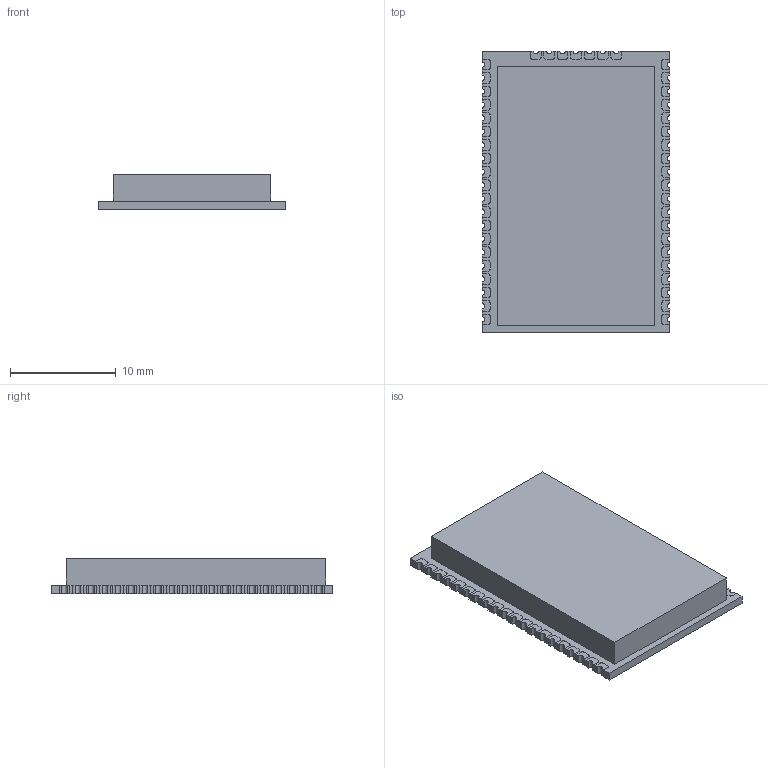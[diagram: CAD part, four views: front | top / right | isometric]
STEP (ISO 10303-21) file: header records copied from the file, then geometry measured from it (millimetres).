
FILE_DESCRIPTION(/* description */ (''),/* implementation_level */ '2;1');
FILE_NAME(/* name */ 'Microchip RN2483 v16.step',/* time_stamp */ '2018-10-05T13:58:40+02:00',/* author */ ('specialized864'),/* organization */ (''),/* preprocessor_version */ 'ST-DEVELOPER v17.2',/* originating_system */ 'Autodesk Translation Framework v7.6.0.251',/* authorisation */ '');
FILE_SCHEMA (('AUTOMOTIVE_DESIGN { 1 0 10303 214 3 1 1 }'));
Length unit declared in the file: millimetre
Products named in the file (3): Microchip RN2483; PCB; Top metal 
Assembly tree (2 placements, depth 2):
  Microchip RN2483
    PCB
    Top metal 
Bounding box: 17.78 x 26.67 x 3.34 mm (x, y, z)
Volume: 1308.8 mm3; surface area: 2134.4 mm2
Topology: 49 solids, 49 shells, 764 faces, 1998 edges, 1332 vertices
Faces by surface type: plane 529, cylinder 235
Entity records: 23486 total; most frequent: CARTESIAN_POINT 4099, DIRECTION 4006, ORIENTED_EDGE 3996, EDGE_CURVE 1998, LINE 1528, VECTOR 1528, VERTEX_POINT 1332, AXIS2_PLACEMENT_3D 1239
